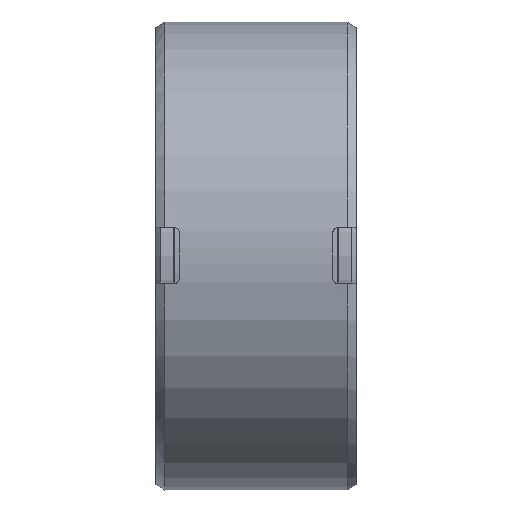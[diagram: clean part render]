
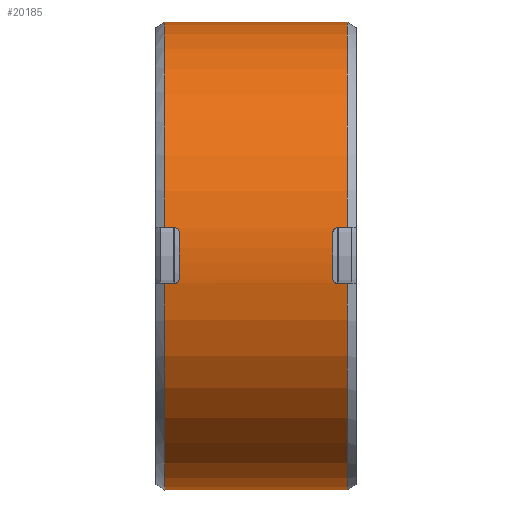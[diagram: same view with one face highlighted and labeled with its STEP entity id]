
A CAD part, top view. The second image highlights one B-rep face of the part: STEP entity #20185.
In plain terms, the highlighted cylindrical face has radius 21 mm (diameter 42 mm), a partial arc.
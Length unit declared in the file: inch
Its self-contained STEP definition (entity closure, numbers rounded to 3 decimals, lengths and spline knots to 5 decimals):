
#18968=CARTESIAN_POINT('',(-0.32283,0.,0.));
#18969=DIRECTION('',(-1.,0.,0.));
#18970=DIRECTION('',(0.,0.119,0.993));
#18971=AXIS2_PLACEMENT_3D('',#18968,#18969,#18970);
#18981=CARTESIAN_POINT('',(0.27165,0.08268,
0.82263));
#18982=CARTESIAN_POINT('',(0.27165,0.08439,
0.82246));
#18983=CARTESIAN_POINT('',(0.27219,0.08763,
0.82212));
#18984=CARTESIAN_POINT('',(0.27446,0.09211,
0.82163));
#18985=CARTESIAN_POINT('',(0.27799,0.09562,
0.82122));
#18986=CARTESIAN_POINT('',(0.28247,0.0979,
0.82096));
#18987=CARTESIAN_POINT('',(0.28569,0.09843,
0.82089));
#18988=CARTESIAN_POINT('',(0.2874,0.09843,
0.82089));
#18990=CARTESIAN_POINT('',(0.2874,-0.09843,
0.82089));
#18991=CARTESIAN_POINT('',(0.2857,-0.09843,
0.82089));
#18992=CARTESIAN_POINT('',(0.28248,-0.0979,
0.82096));
#18993=CARTESIAN_POINT('',(0.278,-0.09564,
0.82122));
#18994=CARTESIAN_POINT('',(0.27448,-0.09212,
0.82163));
#18995=CARTESIAN_POINT('',(0.27219,-0.08765,
0.82212));
#18996=CARTESIAN_POINT('',(0.27165,-0.0844,
0.82245));
#18997=CARTESIAN_POINT('',(0.27165,-0.08268,
0.82263));
#18999=DIRECTION('',(-1.,0.,0.));
#19000=VECTOR('',#18999,0.03543);
#19001=CARTESIAN_POINT('',(0.32283,-0.09843,
0.82089));
#19002=LINE('',#19001,#19000);
#19003=DIRECTION('',(-1.,0.,0.));
#19004=VECTOR('',#19003,0.03543);
#19005=CARTESIAN_POINT('',(-0.2874,-0.09843,
0.82089));
#19006=LINE('',#19005,#19004);
#19007=DIRECTION('',(1.,0.,0.));
#19008=VECTOR('',#19007,0.03543);
#19009=CARTESIAN_POINT('',(-0.32283,0.09843,
0.82089));
#19010=LINE('',#19009,#19008);
#19011=DIRECTION('',(1.,0.,0.));
#19012=VECTOR('',#19011,0.03543);
#19013=CARTESIAN_POINT('',(0.2874,0.09843,
0.82089));
#19014=LINE('',#19013,#19012);
#19037=CARTESIAN_POINT('',(0.27165,0.,0.));
#19038=DIRECTION('',(1.,0.,0.));
#19039=DIRECTION('',(0.,0.1,0.995));
#19040=AXIS2_PLACEMENT_3D('',#19037,#19038,#19039);
#19131=CARTESIAN_POINT('',(0.32283,0.,0.));
#19132=DIRECTION('',(1.,0.,0.));
#19133=DIRECTION('',(0.,1.,0.));
#19134=AXIS2_PLACEMENT_3D('',#19131,#19132,#19133);
#19152=DIRECTION('',(-1.,0.,0.));
#19153=VECTOR('',#19152,0.64567);
#19154=CARTESIAN_POINT('',(0.32283,-0.82677,0.));
#19155=LINE('',#19154,#19153);
#19182=DIRECTION('',(1.,0.,0.));
#19183=VECTOR('',#19182,0.64567);
#19184=CARTESIAN_POINT('',(-0.32283,0.82677,
0.));
#19185=LINE('',#19184,#19183);
#19239=CARTESIAN_POINT('',(-0.27165,0.,0.));
#19240=DIRECTION('',(-1.,0.,0.));
#19241=DIRECTION('',(0.,-0.1,0.995));
#19242=AXIS2_PLACEMENT_3D('',#19239,#19240,#19241);
#19515=CARTESIAN_POINT('',(-0.27165,0.08268,
0.82263));
#19516=CARTESIAN_POINT('',(-0.27165,0.08434,
0.82246));
#19517=CARTESIAN_POINT('',(-0.27218,0.08765,
0.82212));
#19518=CARTESIAN_POINT('',(-0.27447,0.09211,
0.82163));
#19519=CARTESIAN_POINT('',(-0.27801,0.09564,
0.82122));
#19520=CARTESIAN_POINT('',(-0.28247,0.09791,
0.82095));
#19521=CARTESIAN_POINT('',(-0.28576,0.09843,
0.82089));
#19522=CARTESIAN_POINT('',(-0.2874,0.09843,
0.82089));
#19559=CARTESIAN_POINT('',(-0.2874,-0.09843,
0.82089));
#19560=CARTESIAN_POINT('',(-0.28576,-0.09843,
0.82089));
#19561=CARTESIAN_POINT('',(-0.28247,-0.09791,
0.82095));
#19562=CARTESIAN_POINT('',(-0.27801,-0.09564,
0.82122));
#19563=CARTESIAN_POINT('',(-0.27447,-0.09211,
0.82163));
#19564=CARTESIAN_POINT('',(-0.27218,-0.08765,
0.82212));
#19565=CARTESIAN_POINT('',(-0.27165,-0.08434,
0.82246));
#19566=CARTESIAN_POINT('',(-0.27165,-0.08268,
0.82263));
#19579=CARTESIAN_POINT('',(-0.32283,0.,0.));
#19580=DIRECTION('',(-1.,0.,0.));
#19581=DIRECTION('',(0.,-1.,0.));
#19582=AXIS2_PLACEMENT_3D('',#19579,#19580,#19581);
#19691=CARTESIAN_POINT('',(0.32283,0.,0.));
#19692=DIRECTION('',(1.,0.,0.));
#19693=DIRECTION('',(0.,-0.119,0.993));
#19694=AXIS2_PLACEMENT_3D('',#19691,#19692,#19693);
#19879=CARTESIAN_POINT('',(-0.2874,-0.09843,
0.82089));
#19880=VERTEX_POINT('',#19879);
#19883=CARTESIAN_POINT('',(-0.32283,-0.09843,
0.82089));
#19884=VERTEX_POINT('',#19883);
#19888=VERTEX_POINT('',#19566);
#19895=CARTESIAN_POINT('',(-0.32283,0.09843,
0.82089));
#19896=CARTESIAN_POINT('',(-0.2874,0.09843,
0.82089));
#19897=VERTEX_POINT('',#19895);
#19898=VERTEX_POINT('',#19896);
#19901=CARTESIAN_POINT('',(-0.27165,0.08268,
0.82263));
#19902=VERTEX_POINT('',#19901);
#19903=CARTESIAN_POINT('',(-0.32283,-0.82677,0.));
#19904=VERTEX_POINT('',#19903);
#19912=CARTESIAN_POINT('',(0.32283,-0.82677,0.));
#19913=VERTEX_POINT('',#19912);
#19914=VERTEX_POINT('',#18981);
#19915=VERTEX_POINT('',#18988);
#19919=CARTESIAN_POINT('',(-0.32283,0.82677,
0.));
#19920=VERTEX_POINT('',#19919);
#19921=CARTESIAN_POINT('',(0.32283,-0.09843,
0.82089));
#19922=VERTEX_POINT('',#19921);
#19923=CARTESIAN_POINT('',(0.32283,0.09843,
0.82089));
#19924=VERTEX_POINT('',#19923);
#19925=CARTESIAN_POINT('',(0.27165,-0.08268,
0.82263));
#19926=VERTEX_POINT('',#19925);
#19935=CARTESIAN_POINT('',(0.32283,0.82677,
0.));
#19936=VERTEX_POINT('',#19935);
#19937=CARTESIAN_POINT('',(0.2874,-0.09843,
0.82089));
#19938=VERTEX_POINT('',#19937);
#20148=CARTESIAN_POINT('',(-0.35433,0.,0.));
#20149=DIRECTION('',(1.,0.,0.));
#20150=DIRECTION('',(0.,-1.,0.));
#20151=AXIS2_PLACEMENT_3D('',#20148,#20149,#20150);
#20152=CYLINDRICAL_SURFACE('',#20151,0.82677);
#20154=ORIENTED_EDGE('',*,*,#20153,.F.);
#20156=ORIENTED_EDGE('',*,*,#20155,.T.);
#20158=ORIENTED_EDGE('',*,*,#20157,.F.);
#20160=ORIENTED_EDGE('',*,*,#20159,.F.);
#20162=ORIENTED_EDGE('',*,*,#20161,.T.);
#20164=ORIENTED_EDGE('',*,*,#20163,.T.);
#20166=ORIENTED_EDGE('',*,*,#20165,.T.);
#20168=ORIENTED_EDGE('',*,*,#20167,.F.);
#20170=ORIENTED_EDGE('',*,*,#20169,.T.);
#20172=ORIENTED_EDGE('',*,*,#20171,.T.);
#20174=ORIENTED_EDGE('',*,*,#20173,.T.);
#20175=ORIENTED_EDGE('',*,*,#20131,.F.);
#20176=ORIENTED_EDGE('',*,*,#20121,.T.);
#20178=ORIENTED_EDGE('',*,*,#20177,.T.);
#20180=ORIENTED_EDGE('',*,*,#20179,.T.);
#20182=ORIENTED_EDGE('',*,*,#20181,.F.);
#20183=EDGE_LOOP('',(#20154,#20156,#20158,#20160,#20162,#20164,#20166,#20168,
#20170,#20172,#20174,#20175,#20176,#20178,#20180,#20182));
#20184=FACE_OUTER_BOUND('',#20183,.F.);
#18972=CIRCLE('',#18971,0.82677);
#18989=B_SPLINE_CURVE_WITH_KNOTS('',3,(#18981,#18982,#18983,#18984,#18985,
#18986,#18987,#18988),.UNSPECIFIED.,.F.,.F.,(4,1,1,1,1,4),(0.,0.2,0.4,
0.6,0.8,1.),.UNSPECIFIED.);
#18998=B_SPLINE_CURVE_WITH_KNOTS('',3,(#18990,#18991,#18992,#18993,#18994,
#18995,#18996,#18997),.UNSPECIFIED.,.F.,.F.,(4,1,1,1,1,4),(0.,0.2,0.4,
0.6,0.8,1.),.UNSPECIFIED.);
#19041=CIRCLE('',#19040,0.82677);
#19135=CIRCLE('',#19134,0.82677);
#19243=CIRCLE('',#19242,0.82677);
#19523=B_SPLINE_CURVE_WITH_KNOTS('',3,(#19515,#19516,#19517,#19518,#19519,
#19520,#19521,#19522),.UNSPECIFIED.,.F.,.F.,(4,1,1,1,1,4),(0.,0.2,0.4,
0.6,0.8,1.),.UNSPECIFIED.);
#19567=B_SPLINE_CURVE_WITH_KNOTS('',3,(#19559,#19560,#19561,#19562,#19563,
#19564,#19565,#19566),.UNSPECIFIED.,.F.,.F.,(4,1,1,1,1,4),(0.,0.2,0.4,
0.6,0.8,1.),.UNSPECIFIED.);
#19583=CIRCLE('',#19582,0.82677);
#19695=CIRCLE('',#19694,0.82677);
#20121=EDGE_CURVE('',#19897,#19920,#18972,.T.);
#20131=EDGE_CURVE('',#19897,#19898,#19010,.T.);
#20153=EDGE_CURVE('',#19914,#19915,#18989,.T.);
#20155=EDGE_CURVE('',#19914,#19926,#19041,.T.);
#20157=EDGE_CURVE('',#19938,#19926,#18998,.T.);
#20159=EDGE_CURVE('',#19922,#19938,#19002,.T.);
#20161=EDGE_CURVE('',#19922,#19913,#19695,.T.);
#20163=EDGE_CURVE('',#19913,#19904,#19155,.T.);
#20165=EDGE_CURVE('',#19904,#19884,#19583,.T.);
#20167=EDGE_CURVE('',#19880,#19884,#19006,.T.);
#20169=EDGE_CURVE('',#19880,#19888,#19567,.T.);
#20171=EDGE_CURVE('',#19888,#19902,#19243,.T.);
#20173=EDGE_CURVE('',#19902,#19898,#19523,.T.);
#20177=EDGE_CURVE('',#19920,#19936,#19185,.T.);
#20179=EDGE_CURVE('',#19936,#19924,#19135,.T.);
#20181=EDGE_CURVE('',#19915,#19924,#19014,.T.);
#20185=ADVANCED_FACE('',(#20184),#20152,.T.);
